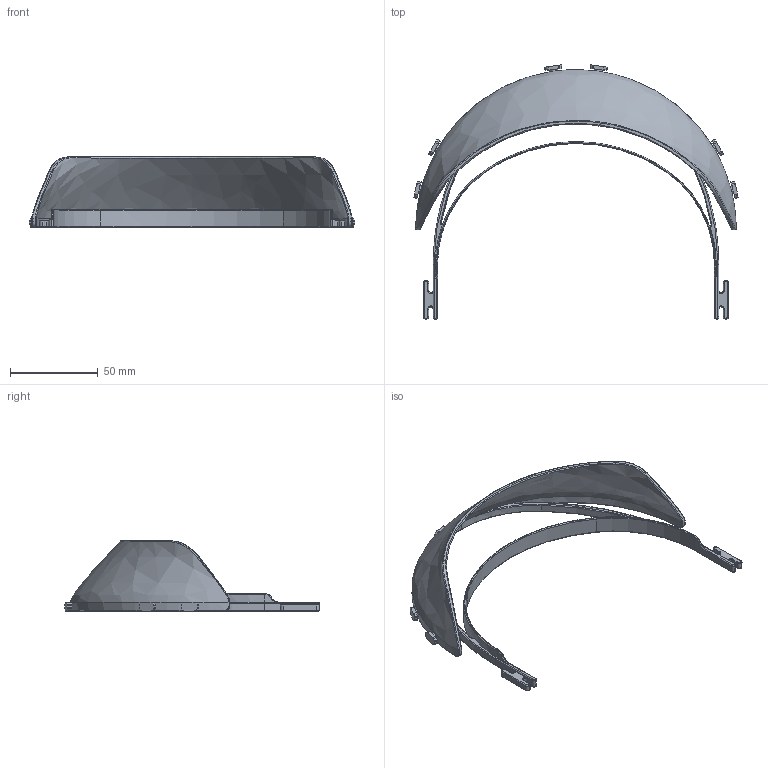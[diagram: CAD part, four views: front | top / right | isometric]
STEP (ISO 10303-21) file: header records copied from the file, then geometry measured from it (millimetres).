
FILE_DESCRIPTION(('CATIA V6 STEP','CAx-IF Rec.Pracs.--- Model Styling and Organization---1.4--- 2014-01-23'),'2;1');
FILE_NAME('128828-01 FACESHIELD FRAME PNWS A.1 Released.stp','2020-04-04T19:36:20+00:00',('none'),('none'),'3DEXPERIENCE Platform3DEXPERIENCE R2017x HotFix 12','3DEXPERIENCE Platform STEP AP214','none');
FILE_SCHEMA(('AUTOMOTIVE_DESIGN { 1 0 10303 214 1 1 1 1 }'));
Length unit declared in the file: millimetre
Products named in the file (1): PNWS
Bounding box: 184.97 x 144.73 x 40 mm (x, y, z)
Volume: 31076.5 mm3; surface area: 32987 mm2
Topology: 1 solids, 1 shells, 469 faces, 1272 edges, 804 vertices
Faces by surface type: bspline 335, plane 134
Entity records: 17319 total; most frequent: CARTESIAN_POINT 9200, ORIENTED_EDGE 2540, EDGE_CURVE 1270, VERTEX_POINT 804, DIRECTION 613, EDGE_LOOP 472, ADVANCED_FACE 469, FACE_OUTER_BOUND 469
